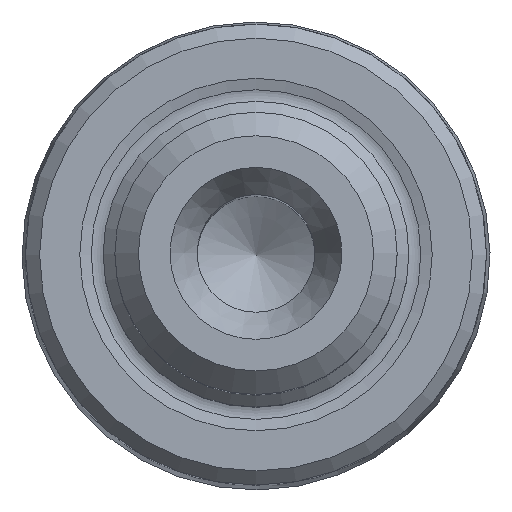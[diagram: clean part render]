
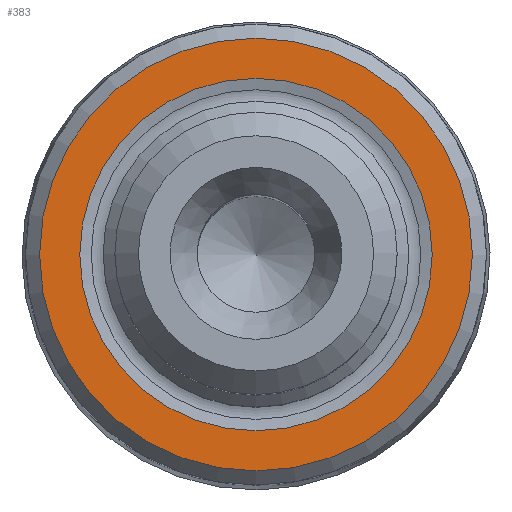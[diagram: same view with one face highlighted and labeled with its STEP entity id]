
A CAD part, top view. The second image highlights one B-rep face of the part: STEP entity #383.
In plain terms, the highlighted planar face has unit normal (0, 0, 1).
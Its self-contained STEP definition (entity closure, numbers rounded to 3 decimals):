
#332=PLANE('',#742);
#341=FACE_BOUND('',#436,.T.);
#342=FACE_BOUND('',#437,.T.);
#383=ADVANCED_FACE('',(#341,#342),#332,.T.);
#436=EDGE_LOOP('',(#503));
#437=EDGE_LOOP('',(#504));
#503=ORIENTED_EDGE('',*,*,#658,.T.);
#504=ORIENTED_EDGE('',*,*,#659,.F.);
#613=VERTEX_POINT('',#977);
#614=VERTEX_POINT('',#979);
#658=EDGE_CURVE('',#613,#613,#711,.T.);
#659=EDGE_CURVE('',#614,#614,#712,.T.);
#711=CIRCLE('',#740,4.6);
#712=CIRCLE('',#741,3.746);
#740=AXIS2_PLACEMENT_3D('',#976,#804,#805);
#741=AXIS2_PLACEMENT_3D('',#978,#806,#807);
#742=AXIS2_PLACEMENT_3D('',#980,#808,#809);
#804=DIRECTION('',(0.,0.,1.));
#805=DIRECTION('',(1.,0.,0.));
#806=DIRECTION('',(0.,0.,1.));
#807=DIRECTION('',(1.,0.,0.));
#808=DIRECTION('',(0.,0.,1.));
#809=DIRECTION('',(1.,0.,0.));
#976=CARTESIAN_POINT('',(0.,0.,0.));
#977=CARTESIAN_POINT('',(4.6,0.,0.));
#978=CARTESIAN_POINT('',(0.,0.,0.));
#979=CARTESIAN_POINT('',(3.746,0.,0.));
#980=CARTESIAN_POINT('',(0.,0.,0.));
